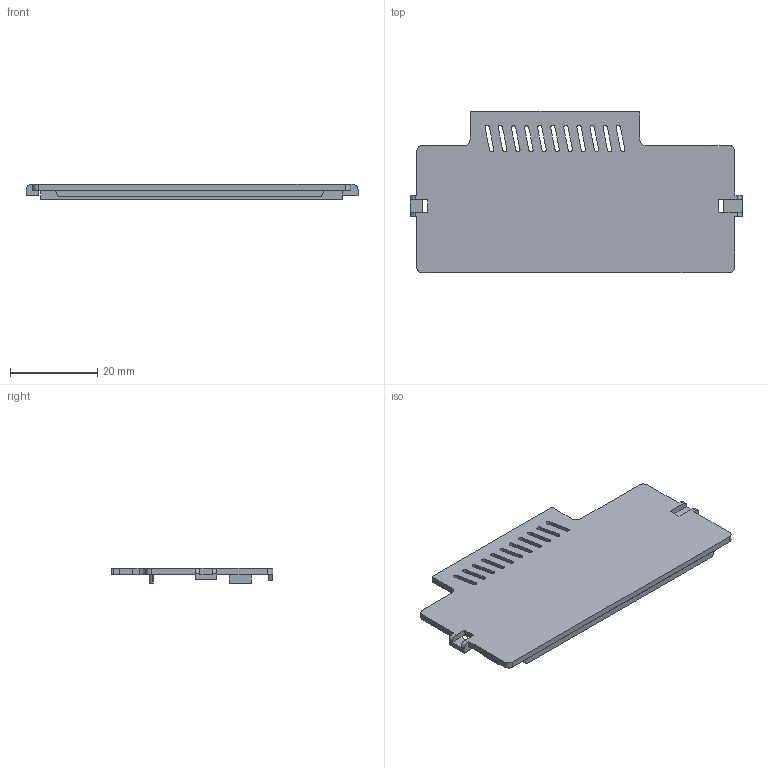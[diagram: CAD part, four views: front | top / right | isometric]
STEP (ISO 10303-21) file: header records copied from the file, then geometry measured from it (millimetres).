
FILE_DESCRIPTION(/* description */ (''),/* implementation_level */ '2;1');
FILE_NAME(/* name */ 'Witty-Waveshare-Lid.step',/* time_stamp */ '2024-10-22T17:47:01-07:00',/* author */ (''),/* organization */ (''),/* preprocessor_version */ 'ST-DEVELOPER v20',/* originating_system */ 'Autodesk Translation Framework v13.14.0.145',/* authorisation */ '');
FILE_SCHEMA (('AUTOMOTIVE_DESIGN { 1 0 10303 214 3 1 1 }'));
Length unit declared in the file: millimetre
Products named in the file (1): pwnagotchi_-_lid
Bounding box: 75.99 x 37.02 x 3.45 mm (x, y, z)
Volume: 4197.2 mm3; surface area: 5874.7 mm2
Topology: 1 solids, 1 shells, 113 faces, 329 edges, 218 vertices
Faces by surface type: plane 75, cylinder 38
Entity records: 3812 total; most frequent: CARTESIAN_POINT 661, ORIENTED_EDGE 658, DIRECTION 633, EDGE_CURVE 329, LINE 253, VECTOR 253, VERTEX_POINT 218, AXIS2_PLACEMENT_3D 190
